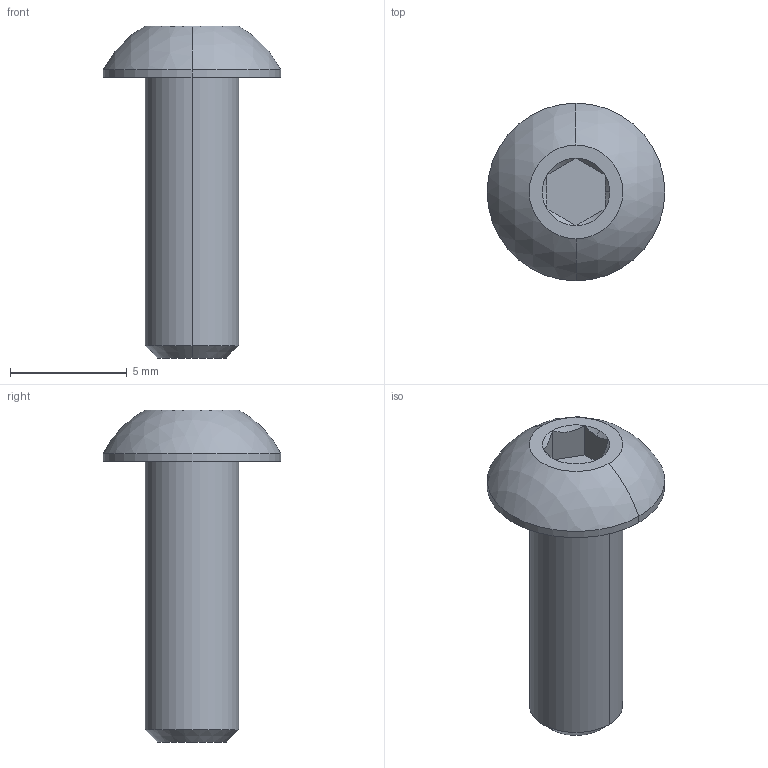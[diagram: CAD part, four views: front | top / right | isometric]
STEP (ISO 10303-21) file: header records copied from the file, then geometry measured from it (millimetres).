
FILE_DESCRIPTION (( 'STEP AP203' ), '1' );
FILE_NAME ('92095A192_NO THREADS_Button Head Hex Drive Screw.STEP', '2024-09-16T18:06:36', ( 'Administrator' ), ( 'Managed by Terraform' ), 'SwSTEP 2.0', 'SolidWorks 2017', '' );
FILE_SCHEMA (( 'CONFIG_CONTROL_DESIGN' ));
Length unit declared in the file: millimetre
Products named in the file (1): 92095A192_NO THREADS_Button Head Hex Drive Screw
Bounding box: 7.6 x 7.6 x 14.2 mm (x, y, z)
Volume: 213.4 mm3; surface area: 274.8 mm2
Topology: 1 solids, 1 shells, 25 faces, 47 edges, 26 vertices
Faces by surface type: plane 10, cone 9, cylinder 4, sphere 2
Entity records: 724 total; most frequent: CARTESIAN_POINT 146, DIRECTION 113, ORIENTED_EDGE 94, AXIS2_PLACEMENT_3D 47, EDGE_CURVE 47, EDGE_LOOP 27, VERTEX_POINT 26, ADVANCED_FACE 25
